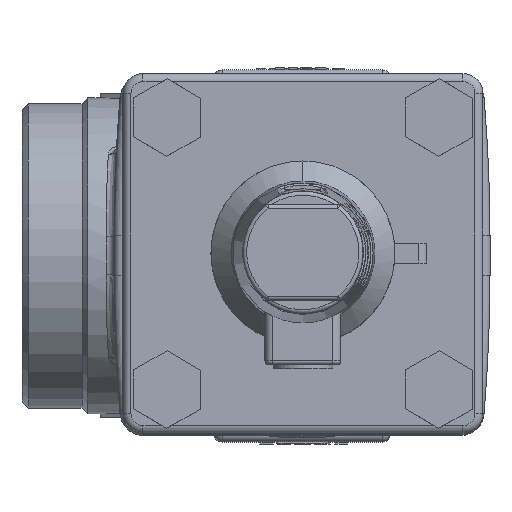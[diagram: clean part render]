
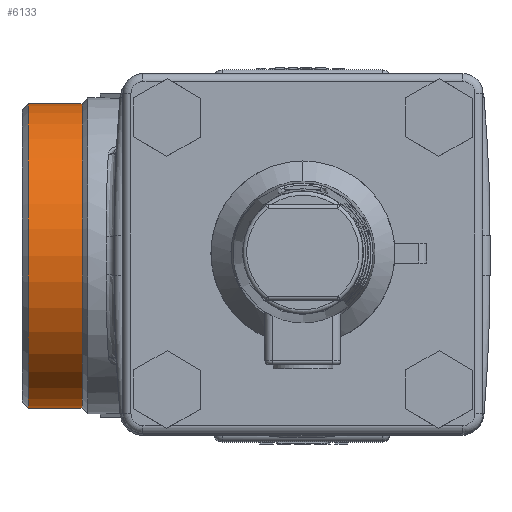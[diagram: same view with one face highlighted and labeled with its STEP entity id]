
A CAD part, top view. The second image highlights one B-rep face of the part: STEP entity #6133.
In plain terms, the highlighted cylindrical face has radius 38.05 mm (diameter 76.1 mm), a full revolution.
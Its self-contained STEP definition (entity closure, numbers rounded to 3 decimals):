
#6088=CARTESIAN_POINT('',(-68.5,-0.,-38.05));
#6089=VERTEX_POINT('',#6088);
#6098=CARTESIAN_POINT('',(-68.5,0.,0.));
#6099=DIRECTION('',(1.,0.,0.));
#6100=DIRECTION('',(0.,0.,-1.));
#6101=AXIS2_PLACEMENT_3D('',#6098,#6099,#6100);
#6102=CIRCLE('',#6101,38.05);
#6103=EDGE_CURVE('',#6089,#6089,#6102,.T.);
#6109=CARTESIAN_POINT('',(8.02,0.,0.));
#6110=DIRECTION('',(1.,0.,0.));
#6111=DIRECTION('',(0.,0.,-1.));
#6112=AXIS2_PLACEMENT_3D('',#6109,#6110,#6111);
#6113=CYLINDRICAL_SURFACE('',#6112,38.05);
#6114=CARTESIAN_POINT('',(-55.,-0.,-38.05));
#6115=VERTEX_POINT('',#6114);
#6116=CARTESIAN_POINT('',(-55.,0.,-38.05));
#6117=DIRECTION('',(-1.,-0.,0.));
#6118=VECTOR('',#6117,13.5);
#6119=LINE('',#6116,#6118);
#6120=EDGE_CURVE('',#6115,#6089,#6119,.T.);
#6121=ORIENTED_EDGE('',*,*,#6120,.T.);
#6122=ORIENTED_EDGE('',*,*,#6103,.T.);
#6123=ORIENTED_EDGE('',*,*,#6120,.F.);
#6124=CARTESIAN_POINT('',(-55.,0.,0.));
#6125=DIRECTION('',(1.,0.,0.));
#6126=DIRECTION('',(0.,0.,-1.));
#6127=AXIS2_PLACEMENT_3D('',#6124,#6125,#6126);
#6128=CIRCLE('',#6127,38.05);
#6129=EDGE_CURVE('',#6115,#6115,#6128,.T.);
#6130=ORIENTED_EDGE('',*,*,#6129,.F.);
#6131=EDGE_LOOP('',(#6121,#6122,#6123,#6130));
#6132=FACE_BOUND('',#6131,.T.);
#6133=ADVANCED_FACE('',(#6132),#6113,.T.);
